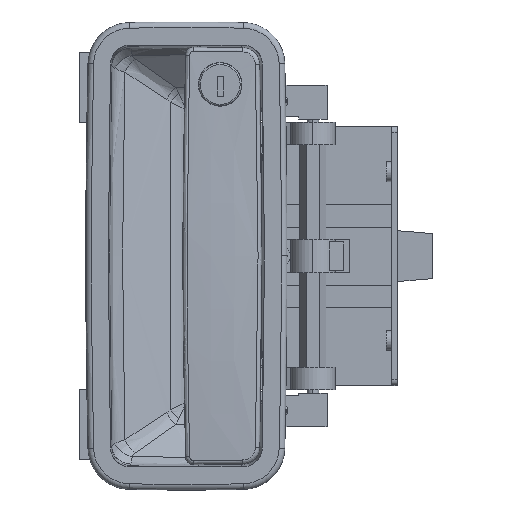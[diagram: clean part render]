
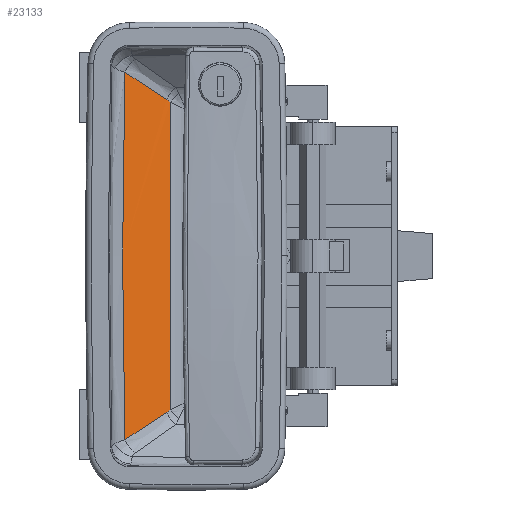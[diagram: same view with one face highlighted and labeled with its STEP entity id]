
A CAD part, top view. The second image highlights one B-rep face of the part: STEP entity #23133.
In plain terms, the highlighted cylindrical face has radius 200 mm (diameter 400 mm), a partial arc.
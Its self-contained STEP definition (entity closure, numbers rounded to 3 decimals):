
#273 = CARTESIAN_POINT ( 'NONE',  ( -21.879, -65.386, -12.739 ) ) ;
#396 = CARTESIAN_POINT ( 'NONE',  ( -5.761, -54.659, -21.654 ) ) ;
#790 = CARTESIAN_POINT ( 'NONE',  ( -17.061, 62.124, -15.702 ) ) ;
#1062 = VERTEX_POINT ( 'NONE', #13117 ) ;
#1079 = CARTESIAN_POINT ( 'NONE',  ( -6.158, 55.042, -21.458 ) ) ;
#2079 = DIRECTION ( 'NONE',  ( 0., 0., 1. ) ) ;
#2235 = B_SPLINE_CURVE_WITH_KNOTS ( 'NONE', 3,
 ( #15866, #31630, #2744, #273 ),
 .UNSPECIFIED., .F., .F.,
 ( 4, 4 ),
 ( 0., 0.02 ),
 .UNSPECIFIED. ) ;
#2472 = ORIENTED_EDGE ( 'NONE', *, *, #29616, .F. ) ;
#2744 = CARTESIAN_POINT ( 'NONE',  ( -17.061, -62.124, -15.702 ) ) ;
#3204 = EDGE_LOOP ( 'NONE', ( #28337, #16614, #10280, #21041, #2472, #16283 ) ) ;
#4768 = CARTESIAN_POINT ( 'NONE',  ( -5.761, -54.659, -21.654 ) ) ;
#4856 = VERTEX_POINT ( 'NONE', #21425 ) ;
#5186 = B_SPLINE_CURVE_WITH_KNOTS ( 'NONE', 3,
 ( #11555, #16561, #1079, #24316 ),
 .UNSPECIFIED., .F., .F.,
 ( 4, 4 ),
 ( 0., 0.002 ),
 .UNSPECIFIED. ) ;
#5244 = EDGE_CURVE ( 'NONE', #24628, #23189, #10242, .T. ) ;
#6315 = CARTESIAN_POINT ( 'NONE',  ( -21.879, -65.386, -12.739 ) ) ;
#8660 = CARTESIAN_POINT ( 'NONE',  ( -7.045, -55.652, -21.013 ) ) ;
#9094 = CARTESIAN_POINT ( 'NONE',  ( -21.879, -65.386, -12.739 ) ) ;
#10242 = B_SPLINE_CURVE_WITH_KNOTS ( 'NONE', 3,
 ( #396, #13245, #21276, #10979 ),
 .UNSPECIFIED., .F., .F.,
 ( 4, 4 ),
 ( 0., 0.002 ),
 .UNSPECIFIED. ) ;
#10280 = ORIENTED_EDGE ( 'NONE', *, *, #30277, .F. ) ;
#10979 = CARTESIAN_POINT ( 'NONE',  ( -7.045, -55.652, -21.013 ) ) ;
#11555 = CARTESIAN_POINT ( 'NONE',  ( -7.045, 55.652, -21.013 ) ) ;
#11678 = CARTESIAN_POINT ( 'NONE',  ( -22.41, -43.596, -12.413 ) ) ;
#12564 = VECTOR ( 'NONE', #21467, 1000. ) ;
#13117 = CARTESIAN_POINT ( 'NONE',  ( -5.761, 54.659, -21.654 ) ) ;
#13245 = CARTESIAN_POINT ( 'NONE',  ( -6.158, -55.042, -21.458 ) ) ;
#13248 = CYLINDRICAL_SURFACE ( 'NONE', #26454, 200. ) ;
#13400 = VERTEX_POINT ( 'NONE', #16990 ) ;
#14091 = CARTESIAN_POINT ( 'NONE',  ( -21.879, 65.386, -12.739 ) ) ;
#15402 = DIRECTION ( 'NONE',  ( 0., 1., 0. ) ) ;
#15866 = CARTESIAN_POINT ( 'NONE',  ( -7.045, -55.652, -21.013 ) ) ;
#16283 = ORIENTED_EDGE ( 'NONE', *, *, #5244, .F. ) ;
#16375 = EDGE_CURVE ( 'NONE', #13400, #1062, #5186, .T. ) ;
#16561 = CARTESIAN_POINT ( 'NONE',  ( -6.591, 55.364, -21.242 ) ) ;
#16614 = ORIENTED_EDGE ( 'NONE', *, *, #16375, .F. ) ;
#16788 = CARTESIAN_POINT ( 'NONE',  ( -22.676, -21.799, -12.247 ) ) ;
#16874 = B_SPLINE_CURVE_WITH_KNOTS ( 'NONE', 3,
 ( #14091, #790, #19045, #21668 ),
 .UNSPECIFIED., .F., .F.,
 ( 4, 4 ),
 ( 0., 0.02 ),
 .UNSPECIFIED. ) ;
#16990 = CARTESIAN_POINT ( 'NONE',  ( -7.045, 55.652, -21.013 ) ) ;
#19045 = CARTESIAN_POINT ( 'NONE',  ( -12.122, 58.867, -18.458 ) ) ;
#19457 = CARTESIAN_POINT ( 'NONE',  ( -22.676, 21.799, -12.247 ) ) ;
#19556 = LINE ( 'NONE', #29056, #12564 ) ;
#20023 = EDGE_CURVE ( 'NONE', #1062, #24628, #19556, .T. ) ;
#20780 = VERTEX_POINT ( 'NONE', #9094 ) ;
#21041 = ORIENTED_EDGE ( 'NONE', *, *, #30980, .F. ) ;
#21276 = CARTESIAN_POINT ( 'NONE',  ( -6.591, -55.364, -21.242 ) ) ;
#21425 = CARTESIAN_POINT ( 'NONE',  ( -21.879, 65.386, -12.739 ) ) ;
#21467 = DIRECTION ( 'NONE',  ( 0., -1., 0. ) ) ;
#21668 = CARTESIAN_POINT ( 'NONE',  ( -7.045, 55.652, -21.013 ) ) ;
#21851 = FACE_OUTER_BOUND ( 'NONE', #3204, .T. ) ;
#23133 = ADVANCED_FACE ( 'NONE', ( #21851 ), #13248, .F. ) ;
#23189 = VERTEX_POINT ( 'NONE', #8660 ) ;
#24316 = CARTESIAN_POINT ( 'NONE',  ( -5.761, 54.659, -21.654 ) ) ;
#24628 = VERTEX_POINT ( 'NONE', #4768 ) ;
#25322 = CARTESIAN_POINT ( 'NONE',  ( -22.41, 43.596, -12.413 ) ) ;
#26454 = AXIS2_PLACEMENT_3D ( 'NONE', #31055, #15402, #2079 ) ;
#27528 = B_SPLINE_CURVE_WITH_KNOTS ( 'NONE', 3,
 ( #6315, #11678, #16788, #19457, #25322, #29910 ),
 .UNSPECIFIED., .F., .F.,
 ( 4, 2, 4 ),
 ( 0., 0.065, 0.131 ),
 .UNSPECIFIED. ) ;
#28337 = ORIENTED_EDGE ( 'NONE', *, *, #20023, .F. ) ;
#29056 = CARTESIAN_POINT ( 'NONE',  ( -5.761, -77.2, -21.654 ) ) ;
#29616 = EDGE_CURVE ( 'NONE', #23189, #20780, #2235, .T. ) ;
#29910 = CARTESIAN_POINT ( 'NONE',  ( -21.879, 65.386, -12.739 ) ) ;
#30277 = EDGE_CURVE ( 'NONE', #4856, #13400, #16874, .T. ) ;
#30980 = EDGE_CURVE ( 'NONE', #20780, #4856, #27528, .T. ) ;
#31055 = CARTESIAN_POINT ( 'NONE',  ( 82.871, -77.2, 157.635 ) ) ;
#31630 = CARTESIAN_POINT ( 'NONE',  ( -12.122, -58.867, -18.458 ) ) ;
